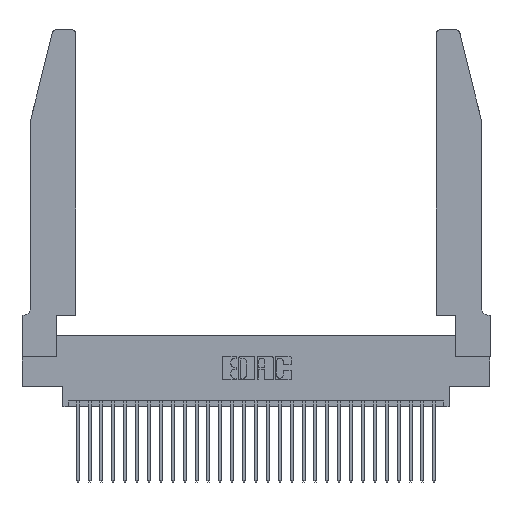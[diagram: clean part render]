
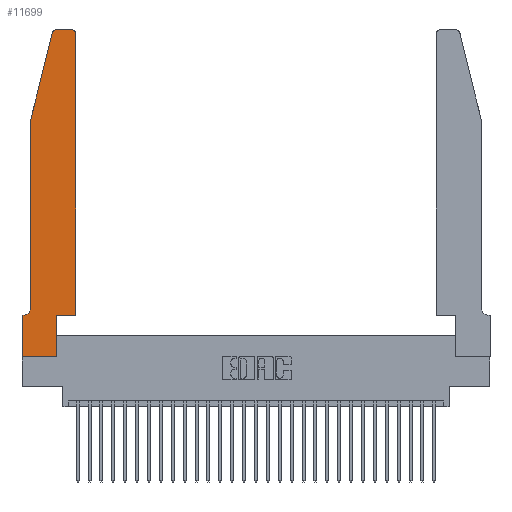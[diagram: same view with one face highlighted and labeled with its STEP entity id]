
A CAD part, top view. The second image highlights one B-rep face of the part: STEP entity #11699.
In plain terms, the highlighted planar face has unit normal (0, 0, 1).
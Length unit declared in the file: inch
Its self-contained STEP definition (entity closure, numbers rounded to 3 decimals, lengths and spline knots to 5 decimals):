
#56 = EDGE_CURVE ( 'NONE', #19837, #7349, #26704, .T. ) ;
#72 = DIRECTION ( 'NONE',  ( 0., 0., 1. ) ) ;
#687 = DIRECTION ( 'NONE',  ( 0., 1., 0. ) ) ;
#997 = VERTEX_POINT ( 'NONE', #20240 ) ;
#1582 = LINE ( 'NONE', #19903, #12233 ) ;
#1912 = VECTOR ( 'NONE', #4450, 39.37008 ) ;
#2117 = DIRECTION ( 'NONE',  ( 0., -1., 0. ) ) ;
#2676 = VERTEX_POINT ( 'NONE', #27638 ) ;
#3132 = ORIENTED_EDGE ( 'NONE', *, *, #20000, .T. ) ;
#3619 = EDGE_LOOP ( 'NONE', ( #14648, #5012, #3132, #5804, #29420, #13181, #8918, #12412, #29033, #3869, #19827, #25461 ) ) ;
#3869 = ORIENTED_EDGE ( 'NONE', *, *, #56, .T. ) ;
#4234 = CARTESIAN_POINT ( 'NONE',  ( 0., 0., 0.37 ) ) ;
#4372 = CARTESIAN_POINT ( 'NONE',  ( 0.0755, 0.42, 0.37 ) ) ;
#4450 = DIRECTION ( 'NONE',  ( 1., 0., 0. ) ) ;
#4568 = FACE_OUTER_BOUND ( 'NONE', #3619, .T. ) ;
#5012 = ORIENTED_EDGE ( 'NONE', *, *, #12249, .T. ) ;
#5227 = DIRECTION ( 'NONE',  ( 0., 0., -1. ) ) ;
#5530 = EDGE_CURVE ( 'NONE', #23307, #8641, #20916, .T. ) ;
#5804 = ORIENTED_EDGE ( 'NONE', *, *, #12162, .T. ) ;
#6139 = VERTEX_POINT ( 'NONE', #13983 ) ;
#7349 = VERTEX_POINT ( 'NONE', #13093 ) ;
#7410 = VERTEX_POINT ( 'NONE', #24960 ) ;
#7922 = VECTOR ( 'NONE', #13544, 39.37008 ) ;
#8529 = LINE ( 'NONE', #11893, #20965 ) ;
#8641 = VERTEX_POINT ( 'NONE', #18404 ) ;
#8918 = ORIENTED_EDGE ( 'NONE', *, *, #15423, .T. ) ;
#8988 = EDGE_CURVE ( 'NONE', #6139, #28740, #14293, .T. ) ;
#9012 = VECTOR ( 'NONE', #23201, 39.37008 ) ;
#9772 = LINE ( 'NONE', #30195, #9012 ) ;
#9793 = DIRECTION ( 'NONE',  ( 0., 0., 1. ) ) ;
#10271 = VERTEX_POINT ( 'NONE', #4372 ) ;
#11035 = LINE ( 'NONE', #11822, #22667 ) ;
#11672 = CARTESIAN_POINT ( 'NONE',  ( 0.25487, 2.72718, 0.37 ) ) ;
#11699 = ADVANCED_FACE ( 'NONE', ( #4568 ), #23710, .T. ) ;
#11822 = CARTESIAN_POINT ( 'NONE',  ( 0.0755, 2., 0.37 ) ) ;
#11893 = CARTESIAN_POINT ( 'NONE',  ( 0.4505, 0.35, 0.37 ) ) ;
#12096 = CARTESIAN_POINT ( 'NONE',  ( 0.4505, 0.35, 0.37 ) ) ;
#12147 = DIRECTION ( 'NONE',  ( 0., 0., 1. ) ) ;
#12162 = EDGE_CURVE ( 'NONE', #7410, #10271, #11035, .T. ) ;
#12233 = VECTOR ( 'NONE', #15382, 39.37008 ) ;
#12249 = EDGE_CURVE ( 'NONE', #28740, #19438, #27414, .T. ) ;
#12331 = EDGE_CURVE ( 'NONE', #10271, #997, #24482, .T. ) ;
#12412 = ORIENTED_EDGE ( 'NONE', *, *, #5530, .T. ) ;
#12700 = CARTESIAN_POINT ( 'NONE',  ( 0.2865, 0.35, 0.37 ) ) ;
#12966 = AXIS2_PLACEMENT_3D ( 'NONE', #14636, #72, #16946 ) ;
#13093 = CARTESIAN_POINT ( 'NONE',  ( 0.4505, 0.35, 0.37 ) ) ;
#13107 = EDGE_CURVE ( 'NONE', #8641, #19837, #17211, .T. ) ;
#13181 = ORIENTED_EDGE ( 'NONE', *, *, #16289, .T. ) ;
#13400 = CARTESIAN_POINT ( 'NONE',  ( 0.2865, 0.35, 0.37 ) ) ;
#13544 = DIRECTION ( 'NONE',  ( -1., 0., 0. ) ) ;
#13983 = CARTESIAN_POINT ( 'NONE',  ( 0.4205, 2.75, 0.37 ) ) ;
#14222 = DIRECTION ( 'NONE',  ( 0., -1., 0. ) ) ;
#14293 = LINE ( 'NONE', #22751, #7922 ) ;
#14636 = CARTESIAN_POINT ( 'NONE',  ( 0.284, 2.72, 0.37 ) ) ;
#14648 = ORIENTED_EDGE ( 'NONE', *, *, #8988, .T. ) ;
#15266 = CARTESIAN_POINT ( 'NONE',  ( 0., 0., 0.37 ) ) ;
#15382 = DIRECTION ( 'NONE',  ( -1., 0., 0. ) ) ;
#15423 = EDGE_CURVE ( 'NONE', #2676, #23307, #17785, .T. ) ;
#15980 = EDGE_CURVE ( 'NONE', #7349, #29330, #8529, .T. ) ;
#16289 = EDGE_CURVE ( 'NONE', #997, #2676, #1582, .T. ) ;
#16463 = VECTOR ( 'NONE', #687, 39.37008 ) ;
#16946 = DIRECTION ( 'NONE',  ( 1., 0., 0. ) ) ;
#17211 = LINE ( 'NONE', #12700, #16463 ) ;
#17785 = LINE ( 'NONE', #23384, #29438 ) ;
#18404 = CARTESIAN_POINT ( 'NONE',  ( 0.2865, 0., 0.37 ) ) ;
#19432 = CARTESIAN_POINT ( 'NONE',  ( 0.0055, 0.42, 0.37 ) ) ;
#19438 = VERTEX_POINT ( 'NONE', #11672 ) ;
#19827 = ORIENTED_EDGE ( 'NONE', *, *, #15980, .T. ) ;
#19837 = VERTEX_POINT ( 'NONE', #13400 ) ;
#19903 = CARTESIAN_POINT ( 'NONE',  ( 0.0755, 0.35, 0.37 ) ) ;
#20000 = EDGE_CURVE ( 'NONE', #19438, #7410, #9772, .T. ) ;
#20240 = CARTESIAN_POINT ( 'NONE',  ( 0.0055, 0.35, 0.37 ) ) ;
#20523 = VECTOR ( 'NONE', #28696, 39.37008 ) ;
#20735 = AXIS2_PLACEMENT_3D ( 'NONE', #19432, #5227, #21758 ) ;
#20916 = LINE ( 'NONE', #4234, #1912 ) ;
#20965 = VECTOR ( 'NONE', #28195, 39.37008 ) ;
#21758 = DIRECTION ( 'NONE',  ( -1., 0., 0. ) ) ;
#21813 = AXIS2_PLACEMENT_3D ( 'NONE', #23725, #9793, #26088 ) ;
#22667 = VECTOR ( 'NONE', #2117, 39.37008 ) ;
#22751 = CARTESIAN_POINT ( 'NONE',  ( 0.2605, 2.75, 0.37 ) ) ;
#23201 = DIRECTION ( 'NONE',  ( -0.239, -0.971, 0. ) ) ;
#23307 = VERTEX_POINT ( 'NONE', #15266 ) ;
#23384 = CARTESIAN_POINT ( 'NONE',  ( 0., 0., 0.37 ) ) ;
#23635 = CIRCLE ( 'NONE', #21813, 0.03 ) ;
#23710 = PLANE ( 'NONE',  #25024 ) ;
#23725 = CARTESIAN_POINT ( 'NONE',  ( 0.4205, 2.72, 0.37 ) ) ;
#24232 = CARTESIAN_POINT ( 'NONE',  ( 0.4505, 2.72, 0.37 ) ) ;
#24482 = CIRCLE ( 'NONE', #20735, 0.07 ) ;
#24543 = CARTESIAN_POINT ( 'NONE',  ( 0.284, 2.75, 0.37 ) ) ;
#24960 = CARTESIAN_POINT ( 'NONE',  ( 0.0755, 2., 0.37 ) ) ;
#25024 = AXIS2_PLACEMENT_3D ( 'NONE', #26076, #12147, #28460 ) ;
#25461 = ORIENTED_EDGE ( 'NONE', *, *, #29157, .T. ) ;
#26076 = CARTESIAN_POINT ( 'NONE',  ( 0., 0.35, 0.37 ) ) ;
#26088 = DIRECTION ( 'NONE',  ( 1., 0., 0. ) ) ;
#26704 = LINE ( 'NONE', #12096, #20523 ) ;
#27414 = CIRCLE ( 'NONE', #12966, 0.03 ) ;
#27638 = CARTESIAN_POINT ( 'NONE',  ( 0., 0.35, 0.37 ) ) ;
#28195 = DIRECTION ( 'NONE',  ( 0., 1., 0. ) ) ;
#28460 = DIRECTION ( 'NONE',  ( 1., 0., 0. ) ) ;
#28696 = DIRECTION ( 'NONE',  ( 1., 0., 0. ) ) ;
#28740 = VERTEX_POINT ( 'NONE', #24543 ) ;
#29033 = ORIENTED_EDGE ( 'NONE', *, *, #13107, .T. ) ;
#29157 = EDGE_CURVE ( 'NONE', #29330, #6139, #23635, .T. ) ;
#29330 = VERTEX_POINT ( 'NONE', #24232 ) ;
#29420 = ORIENTED_EDGE ( 'NONE', *, *, #12331, .T. ) ;
#29438 = VECTOR ( 'NONE', #14222, 39.37008 ) ;
#30195 = CARTESIAN_POINT ( 'NONE',  ( 0.0755, 2., 0.37 ) ) ;
